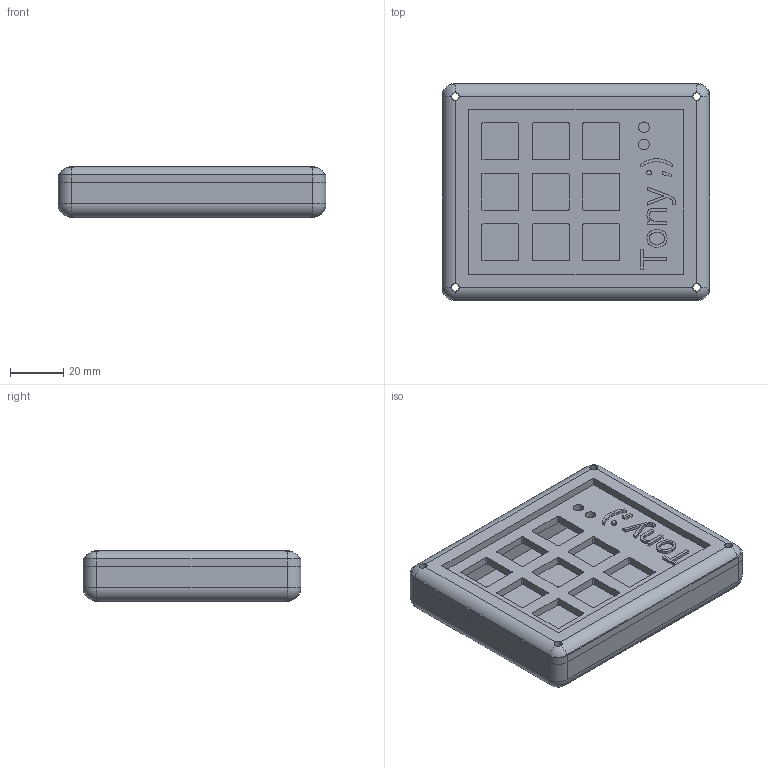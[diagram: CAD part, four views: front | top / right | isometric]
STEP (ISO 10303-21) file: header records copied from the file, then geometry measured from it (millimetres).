
FILE_DESCRIPTION(/* description */ ('STEP AP242','CAx-IF Rec.Pracs.---Representation and Presentation of Product Manufacturing Information (PMI)---4.0---2014-10-13','CAx-IF Rec.Pracs.---3D Tessellated Geometry---0.4---2014-09-14','2;1'),/* implementation_level */ '2;1');
FILE_NAME(/* name */ '6709960d6177dd03effe77c3',/* time_stamp */ '2024-10-11T21:18:05Z',/* author */ (''),/* organization */ (''),/* preprocessor_version */ 'ST-DEVELOPER v20',/* originating_system */ ' ',/* authorisation */ ' ');
FILE_SCHEMA (('AP242_MANAGED_MODEL_BASED_3D_ENGINEERING_MIM_LF { 1 0 10303 442 1 1 4 }'));
Length unit declared in the file: metre
Products named in the file (10): Plate; Part 7; Part 10; Part 4; Part 8; Base; Part 5; Part 9; Part 6; Top
Bounding box: 101 x 82 x 19 mm (x, y, z)
Volume: 80661.4 mm3; surface area: 46922 mm2
Topology: 10 solids, 10 shells, 233 faces, 650 edges, 428 vertices
Faces by surface type: plane 107, cylinder 75, bspline 43, sphere 8
Full cylindrical faces by diameter (mm): 2.9 x12, 4 x2
Entity records: 7950 total; most frequent: CARTESIAN_POINT 1844, ORIENTED_EDGE 1272, DIRECTION 1096, EDGE_CURVE 636, VERTEX_POINT 428, LINE 372, VECTOR 372, AXIS2_PLACEMENT_3D 362
